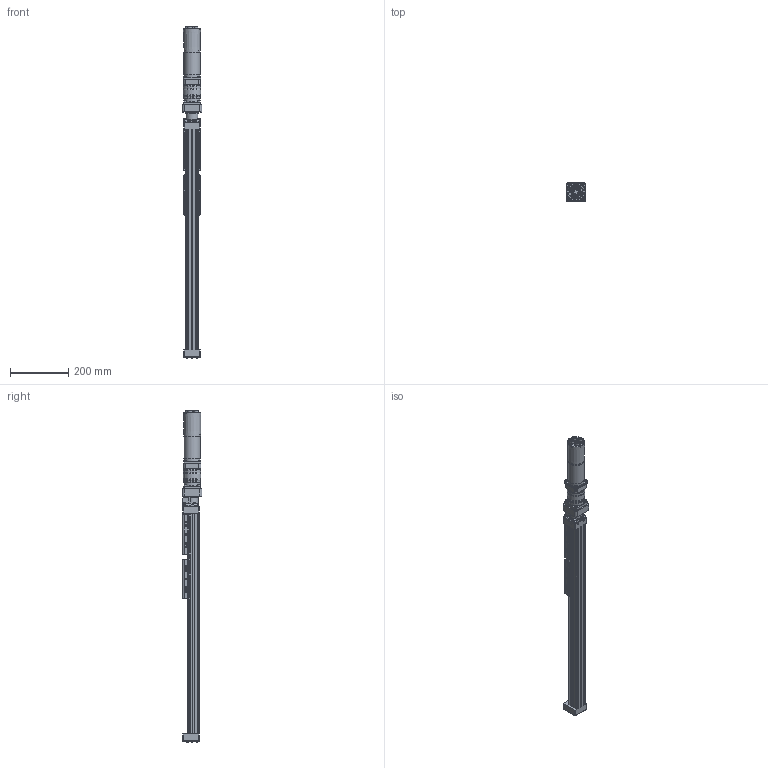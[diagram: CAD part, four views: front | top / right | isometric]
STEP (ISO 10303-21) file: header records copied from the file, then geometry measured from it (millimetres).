
FILE_DESCRIPTION (( 'STEP AP203' ), '1' );
FILE_NAME ('MXE-475005-1.step', '2024-11-14T18:38:47', ( '' ), ( '' ), 'SwSTEP 2.0', 'SolidWorks 2024', '' );
FILE_SCHEMA (( 'CONFIG_CONTROL_DESIGN' ));
Length unit declared in the file: inch
Products named in the file (8): tempJoin1_45109049_MXE-475005-1; MXE-475005-1; tempJoin1_36049451_MXE-475005-1; 83259505_MXE-475005-1; 83259069_MXE-475005-1; Base_MXE-475005-1; tempJoin10_45109053_MXE-475005-1; 83259515_MXE-475005-1
Assembly tree (7 placements, depth 2):
  MXE-475005-1
    tempJoin1_36049451_MXE-475005-1
    tempJoin10_45109053_MXE-475005-1
    tempJoin1_45109049_MXE-475005-1
    83259505_MXE-475005-1
    83259515_MXE-475005-1
    83259069_MXE-475005-1
    Base_MXE-475005-1
Bounding box: 66.04 x 67.31 x 1136.51 mm (x, y, z)
Volume: 1884208 mm3; surface area: 547676.8 mm2
Topology: 11 solids, 35 shells, 2605 faces, 6459 edges, 4206 vertices
Faces by surface type: plane 1585, cylinder 733, cone 177, torus 63, bspline 27, sphere 20
Full cylindrical faces by diameter (mm): 0.7 x17, 1 x5, 1.2 x8, 2.013 x2, 2.921 x4, 3 x8, 3.1 x5, 3.3 x17, 3.4 x1, 3.5 x4, 3.58 x4, 3.956 x2, 3.969 x2, 4 x17, 4.039 x4, 4.04 x2, 4.2 x16, 4.201 x4, 4.3 x2, 4.5 x2, 4.572 x1, 4.826 x12, 5 x8, 5.001 x4, 5.105 x28, 5.2 x10, 5.5 x12, 5.6 x1, 5.69 x4, 6 x5
Entity records: 77299 total; most frequent: CARTESIAN_POINT 17352, DIRECTION 12227, ORIENTED_EDGE 11372, EDGE_CURVE 5686, AXIS2_PLACEMENT_3D 4351, VERTEX_POINT 3983, EDGE_LOOP 3577, LINE 3525
